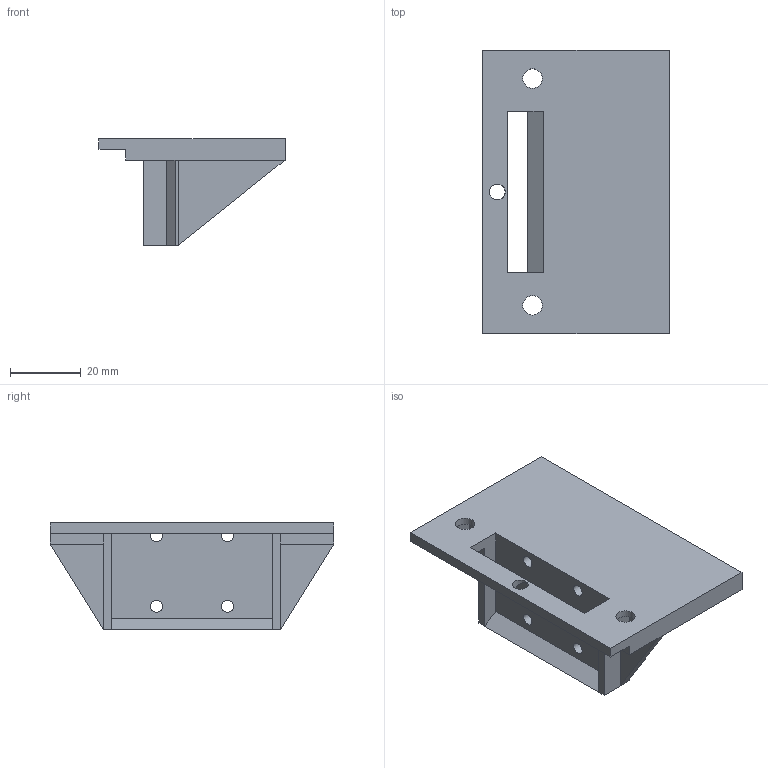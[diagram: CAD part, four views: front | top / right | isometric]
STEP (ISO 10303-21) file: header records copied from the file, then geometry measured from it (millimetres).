
FILE_DESCRIPTION(/* description */ (''),/* implementation_level */ '2;1');
FILE_NAME(/* name */ 'plate_bracket v2.step',/* time_stamp */ '2021-04-11T21:23:04-05:00',/* author */ (''),/* organization */ (''),/* preprocessor_version */ 'ST-DEVELOPER v18.1',/* originating_system */ 'Autodesk Translation Framework v9.10.0.1330',/* authorisation */ '');
FILE_SCHEMA (('AUTOMOTIVE_DESIGN { 1 0 10303 214 3 1 1 }'));
Length unit declared in the file: millimetre
Products named in the file (1): plate_bracket
Bounding box: 52.5 x 80 x 30 mm (x, y, z)
Volume: 31755.5 mm3; surface area: 16389.7 mm2
Topology: 1 solids, 1 shells, 72 faces, 186 edges, 116 vertices
Faces by surface type: plane 63, cylinder 9
Full cylindrical faces by diameter (mm): 3.4 x4, 4.5 x1, 5.5 x2
Entity records: 2210 total; most frequent: CARTESIAN_POINT 375, ORIENTED_EDGE 372, DIRECTION 352, EDGE_CURVE 186, LINE 166, VECTOR 166, VERTEX_POINT 116, AXIS2_PLACEMENT_3D 93
